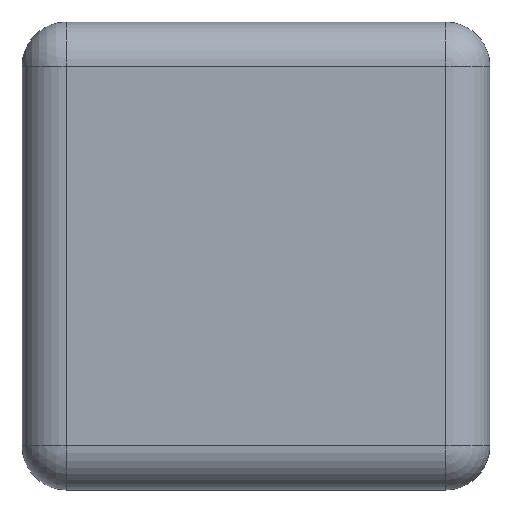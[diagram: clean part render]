
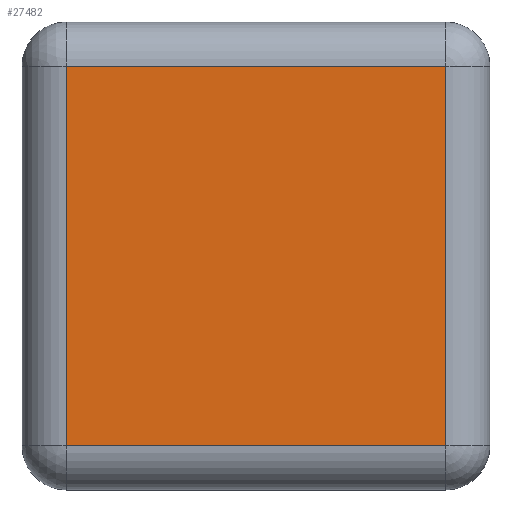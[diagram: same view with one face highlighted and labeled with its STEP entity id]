
A CAD part, front view. The second image highlights one B-rep face of the part: STEP entity #27482.
In plain terms, the highlighted planar face has unit normal (0, -1, 0).
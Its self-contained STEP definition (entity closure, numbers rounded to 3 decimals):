
#1283 = LINE ( 'NONE', #25614, #48913 ) ;
#2735 = CARTESIAN_POINT ( 'NONE',  ( 341.912, -171.849, 341.912 ) ) ;
#2963 = ORIENTED_EDGE ( 'NONE', *, *, #24939, .T. ) ;
#5170 = EDGE_CURVE ( 'NONE', #52791, #14958, #38327, .T. ) ;
#5656 = DIRECTION ( 'NONE',  ( 0., 0., 1. ) ) ;
#11846 = CARTESIAN_POINT ( 'NONE',  ( -341.912, -171.849, 0. ) ) ;
#12086 = VECTOR ( 'NONE', #49071, 1000. ) ;
#13386 = LINE ( 'NONE', #33377, #53145 ) ;
#14034 = FACE_OUTER_BOUND ( 'NONE', #36799, .T. ) ;
#14840 = DIRECTION ( 'NONE',  ( 0., 0., -1. ) ) ;
#14958 = VERTEX_POINT ( 'NONE', #42530 ) ;
#18671 = DIRECTION ( 'NONE',  ( 0., -1., 0. ) ) ;
#20744 = CARTESIAN_POINT ( 'NONE',  ( 341.912, -171.849, -341.912 ) ) ;
#21862 = VERTEX_POINT ( 'NONE', #27518 ) ;
#24424 = LINE ( 'NONE', #11846, #12086 ) ;
#24939 = EDGE_CURVE ( 'NONE', #14958, #21862, #24424, .T. ) ;
#25330 = EDGE_CURVE ( 'NONE', #21862, #51843, #13386, .T. ) ;
#25614 = CARTESIAN_POINT ( 'NONE',  ( 341.912, -171.849, 0. ) ) ;
#25780 = PLANE ( 'NONE',  #37260 ) ;
#27482 = ADVANCED_FACE ( 'NONE', ( #14034 ), #25780, .T. ) ;
#27518 = CARTESIAN_POINT ( 'NONE',  ( -341.912, -171.849, -341.912 ) ) ;
#29808 = DIRECTION ( 'NONE',  ( 1., 0., 0. ) ) ;
#29838 = DIRECTION ( 'NONE',  ( -1., 0., 0. ) ) ;
#30712 = CARTESIAN_POINT ( 'NONE',  ( 0., -171.849, 0. ) ) ;
#33377 = CARTESIAN_POINT ( 'NONE',  ( 0., -171.849, -341.912 ) ) ;
#34357 = ORIENTED_EDGE ( 'NONE', *, *, #5170, .T. ) ;
#36799 = EDGE_LOOP ( 'NONE', ( #34357, #2963, #48695, #51271 ) ) ;
#37260 = AXIS2_PLACEMENT_3D ( 'NONE', #30712, #18671, #14840 ) ;
#38053 = CARTESIAN_POINT ( 'NONE',  ( 0., -171.849, 341.912 ) ) ;
#38327 = LINE ( 'NONE', #38053, #40261 ) ;
#39728 = EDGE_CURVE ( 'NONE', #51843, #52791, #1283, .T. ) ;
#40261 = VECTOR ( 'NONE', #29838, 1000. ) ;
#42530 = CARTESIAN_POINT ( 'NONE',  ( -341.912, -171.849, 341.912 ) ) ;
#48695 = ORIENTED_EDGE ( 'NONE', *, *, #25330, .T. ) ;
#48913 = VECTOR ( 'NONE', #5656, 1000. ) ;
#49071 = DIRECTION ( 'NONE',  ( 0., 0., -1. ) ) ;
#51271 = ORIENTED_EDGE ( 'NONE', *, *, #39728, .T. ) ;
#51843 = VERTEX_POINT ( 'NONE', #20744 ) ;
#52791 = VERTEX_POINT ( 'NONE', #2735 ) ;
#53145 = VECTOR ( 'NONE', #29808, 1000. ) ;
